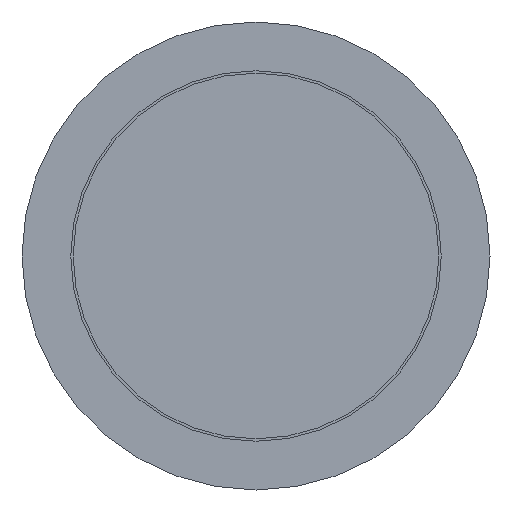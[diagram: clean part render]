
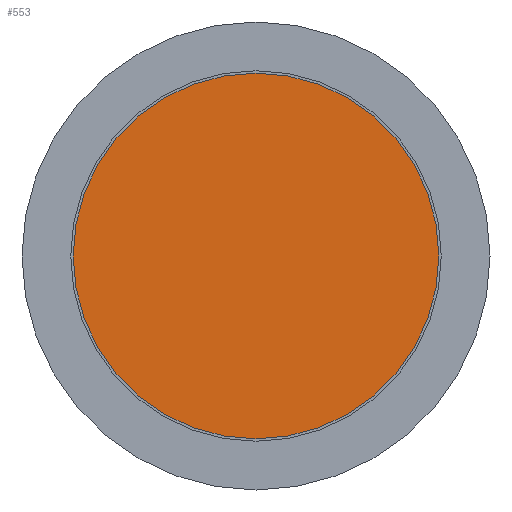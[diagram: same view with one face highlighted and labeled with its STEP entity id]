
A CAD part, front view. The second image highlights one B-rep face of the part: STEP entity #553.
In plain terms, the highlighted planar face has unit normal (0, -1, 0).
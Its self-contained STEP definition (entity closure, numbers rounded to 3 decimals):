
#27 = PLANE ( 'NONE',  #240 ) ;
#115 = DIRECTION ( 'NONE',  ( 0., -1., 0. ) ) ;
#154 = EDGE_CURVE ( 'NONE', #458, #458, #283, .T. ) ;
#182 = CARTESIAN_POINT ( 'NONE',  ( -18.75, 0., 0. ) ) ;
#189 = CARTESIAN_POINT ( 'NONE',  ( 0., 0., -18.75 ) ) ;
#193 = ORIENTED_EDGE ( 'NONE', *, *, #154, .T. ) ;
#240 = AXIS2_PLACEMENT_3D ( 'NONE', #182, #329, #523 ) ;
#283 = CIRCLE ( 'NONE', #546, 18.75 ) ;
#285 = FACE_OUTER_BOUND ( 'NONE', #484, .T. ) ;
#329 = DIRECTION ( 'NONE',  ( 0., 1., 0. ) ) ;
#458 = VERTEX_POINT ( 'NONE', #189 ) ;
#465 = CARTESIAN_POINT ( 'NONE',  ( 0., 0., 0. ) ) ;
#484 = EDGE_LOOP ( 'NONE', ( #193 ) ) ;
#523 = DIRECTION ( 'NONE',  ( 0., 0., 1. ) ) ;
#546 = AXIS2_PLACEMENT_3D ( 'NONE', #465, #115, #550 ) ;
#550 = DIRECTION ( 'NONE',  ( 0., 0., -1. ) ) ;
#553 = ADVANCED_FACE ( 'NONE', ( #285 ), #27, .F. ) ;
